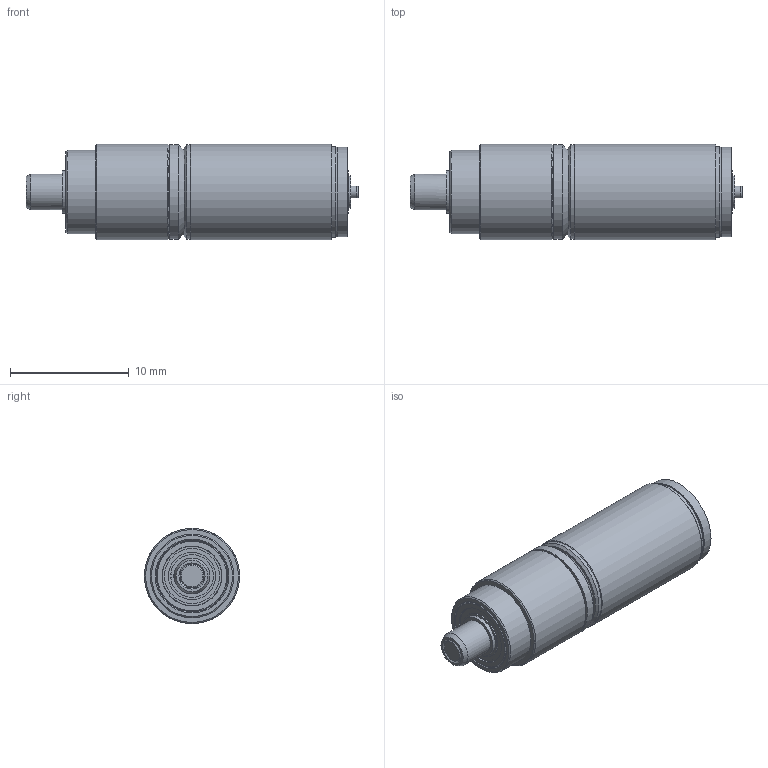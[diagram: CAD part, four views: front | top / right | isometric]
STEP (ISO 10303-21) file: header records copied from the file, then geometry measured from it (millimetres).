
FILE_DESCRIPTION(/* description */ (''),/* implementation_level */ '2;1');
FILE_NAME(/* name */ 'model_product_id124.stp',/* time_stamp */ '2018-06-26T09:53:53+02:00',/* author */ ('Deumlich'),/* organization */ (''),/* preprocessor_version */ 'ST-DEVELOPER v16.1',/* originating_system */ 'Autodesk Inventor 2016',/* authorisation */ '');
FILE_SCHEMA (('AUTOMOTIVE_DESIGN { 1 0 10303 214 3 1 1 }'));
Length unit declared in the file: millimetre
Products named in the file (1): MHD-8-160-IH-S-SPM0005_Shrinkwrap_1
Bounding box: 27.9 x 8 x 8 mm (x, y, z)
Volume: 1005.7 mm3; surface area: 1234.2 mm2
Topology: 10 solids, 10 shells, 277 faces, 681 edges, 438 vertices
Faces by surface type: plane 84, cylinder 80, cone 47, torus 32, bspline 25, sphere 9
Full cylindrical faces by diameter (mm): 0.6 x1, 0.7 x4, 0.9 x1, 1 x2, 2 x1, 2.56 x1, 2.7 x2, 3 x4, 3.978 x3, 4 x1, 4.63 x1, 4.95 x1, 5 x1, 5.022 x3, 6 x3, 6.3 x1, 6.4 x1, 7 x1, 7.1 x1, 7.55 x1, 7.6 x1, 7.9 x1, 8 x3
Entity records: 9367 total; most frequent: CARTESIAN_POINT 3036, DIRECTION 1246, ORIENTED_EDGE 1134, EDGE_CURVE 549, AXIS2_PLACEMENT_3D 534, EDGE_LOOP 405, VERTEX_POINT 396, CIRCLE 281
